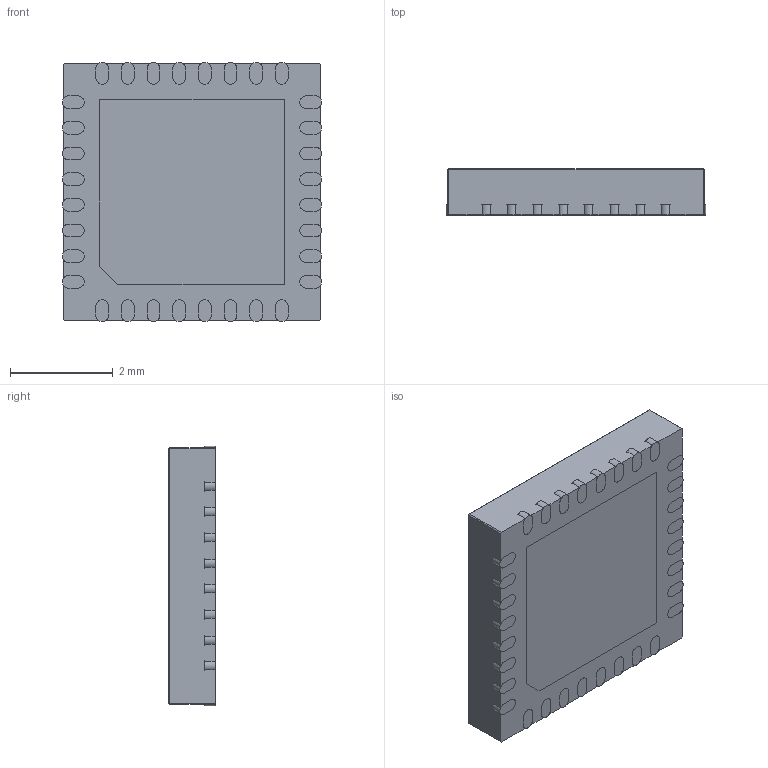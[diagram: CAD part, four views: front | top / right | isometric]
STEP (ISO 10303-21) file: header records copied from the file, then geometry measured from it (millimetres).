
FILE_DESCRIPTION (( 'STEP AP214' ), '1' );
FILE_NAME ('sensor iC-PZ.STEP', '2022-07-13T09:57:21', ( '' ), ( '' ), 'SwSTEP 2.0', 'SolidWorks 2020', '' );
FILE_SCHEMA (( 'AUTOMOTIVE_DESIGN' ));
Length unit declared in the file: millimetre
Products named in the file (1): sensor iC-PZ
Bounding box: 5.05 x 0.9 x 5.05 mm (x, y, z)
Volume: 22.5 mm3; surface area: 126.8 mm2
Topology: 37 solids, 37 shells, 475 faces, 1176 edges, 780 vertices
Faces by surface type: plane 289, cylinder 186
Entity records: 16915 total; most frequent: DIRECTION 2500, CARTESIAN_POINT 2432, ORIENTED_EDGE 2352, EDGE_CURVE 1176, AXIS2_PLACEMENT_3D 848, LINE 804, VECTOR 804, VERTEX_POINT 780
